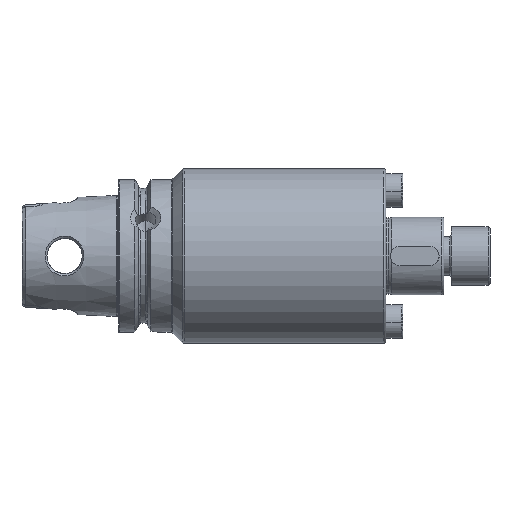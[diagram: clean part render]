
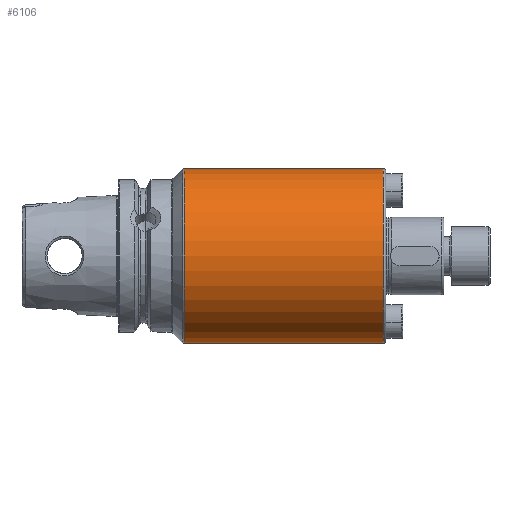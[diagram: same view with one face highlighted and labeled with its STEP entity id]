
A CAD part, front view. The second image highlights one B-rep face of the part: STEP entity #6106.
In plain terms, the highlighted cylindrical face has radius 36 mm (diameter 72 mm), a partial arc.
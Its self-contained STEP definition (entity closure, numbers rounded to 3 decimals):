
#295 = DIRECTION ( 'NONE',  ( -1., 0., 0. ) ) ;
#603 = EDGE_LOOP ( 'NONE', ( #5069, #12301, #12920, #11814 ) ) ;
#1490 = VECTOR ( 'NONE', #295, 1000. ) ;
#2156 = LINE ( 'NONE', #2381, #1490 ) ;
#2381 = CARTESIAN_POINT ( 'NONE',  ( -61.395, 0., 36. ) ) ;
#2630 = EDGE_CURVE ( 'NONE', #13115, #8225, #11544, .T. ) ;
#3210 = CIRCLE ( 'NONE', #5368, 36. ) ;
#3557 = DIRECTION ( 'NONE',  ( -1., 0., 0. ) ) ;
#3892 = CARTESIAN_POINT ( 'NONE',  ( 109., 0., 0. ) ) ;
#3911 = EDGE_CURVE ( 'NONE', #13115, #9862, #3210, .T. ) ;
#4270 = AXIS2_PLACEMENT_3D ( 'NONE', #11757, #3557, #5632 ) ;
#4279 = CARTESIAN_POINT ( 'NONE',  ( 26.939, 0., 0. ) ) ;
#4931 = DIRECTION ( 'NONE',  ( 0., 0., 1. ) ) ;
#5069 = ORIENTED_EDGE ( 'NONE', *, *, #2630, .F. ) ;
#5333 = DIRECTION ( 'NONE',  ( 0., 0., 1. ) ) ;
#5368 = AXIS2_PLACEMENT_3D ( 'NONE', #3892, #11069, #4931 ) ;
#5632 = DIRECTION ( 'NONE',  ( 0., 0., 1. ) ) ;
#5785 = VECTOR ( 'NONE', #6459, 1000. ) ;
#6106 = ADVANCED_FACE ( 'NONE', ( #9095 ), #8749, .T. ) ;
#6459 = DIRECTION ( 'NONE',  ( -1., 0., 0. ) ) ;
#8225 = VERTEX_POINT ( 'NONE', #10554 ) ;
#8749 = CYLINDRICAL_SURFACE ( 'NONE', #4270, 36. ) ;
#8781 = AXIS2_PLACEMENT_3D ( 'NONE', #4279, #11455, #5333 ) ;
#9095 = FACE_OUTER_BOUND ( 'NONE', #603, .T. ) ;
#9558 = EDGE_CURVE ( 'NONE', #8225, #11352, #10517, .T. ) ;
#9862 = VERTEX_POINT ( 'NONE', #12159 ) ;
#10196 = CARTESIAN_POINT ( 'NONE',  ( 109., 0., -36. ) ) ;
#10517 = CIRCLE ( 'NONE', #8781, 36. ) ;
#10554 = CARTESIAN_POINT ( 'NONE',  ( 26.939, 0., -36. ) ) ;
#11069 = DIRECTION ( 'NONE',  ( -1., 0., 0. ) ) ;
#11352 = VERTEX_POINT ( 'NONE', #12774 ) ;
#11455 = DIRECTION ( 'NONE',  ( -1., 0., 0. ) ) ;
#11544 = LINE ( 'NONE', #11627, #5785 ) ;
#11622 = EDGE_CURVE ( 'NONE', #9862, #11352, #2156, .T. ) ;
#11627 = CARTESIAN_POINT ( 'NONE',  ( -61.395, 0., -36. ) ) ;
#11757 = CARTESIAN_POINT ( 'NONE',  ( -61.395, 0., 0. ) ) ;
#11814 = ORIENTED_EDGE ( 'NONE', *, *, #9558, .F. ) ;
#12159 = CARTESIAN_POINT ( 'NONE',  ( 109., 0., 36. ) ) ;
#12301 = ORIENTED_EDGE ( 'NONE', *, *, #3911, .T. ) ;
#12774 = CARTESIAN_POINT ( 'NONE',  ( 26.939, 0., 36. ) ) ;
#12920 = ORIENTED_EDGE ( 'NONE', *, *, #11622, .T. ) ;
#13115 = VERTEX_POINT ( 'NONE', #10196 ) ;
